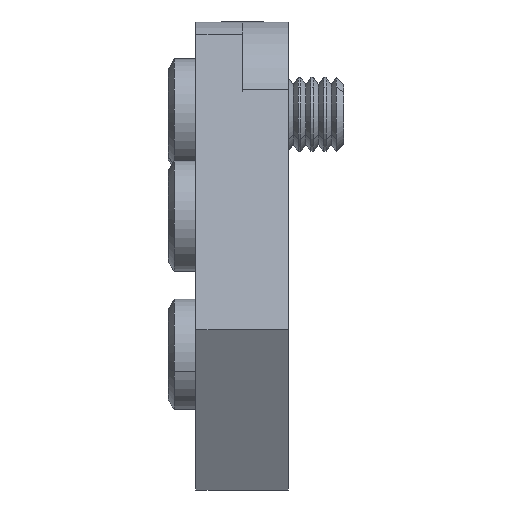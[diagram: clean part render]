
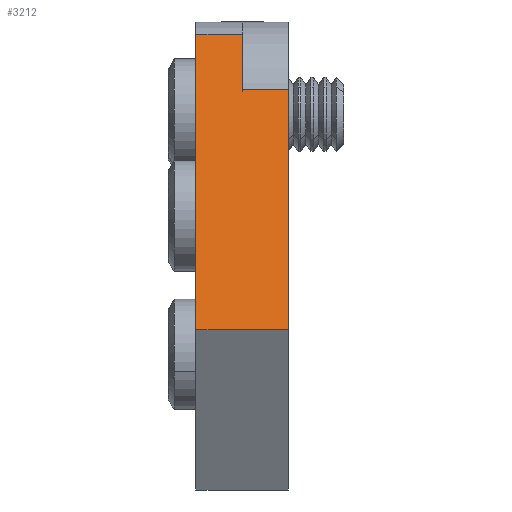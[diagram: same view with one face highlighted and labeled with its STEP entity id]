
A CAD part, left-side view. The second image highlights one B-rep face of the part: STEP entity #3212.
In plain terms, the highlighted face is planar.
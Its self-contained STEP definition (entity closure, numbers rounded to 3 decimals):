
#1632 = CARTESIAN_POINT ( 'NONE',  ( 32., 5., 5. ) ) ;
#1667 = DIRECTION ( 'NONE',  ( 0., -1., 0. ) ) ;
#1668 = VECTOR ( 'NONE', #1667, 1000. ) ;
#1669 = CARTESIAN_POINT ( 'NONE',  ( 0., 5., 5. ) ) ;
#1670 = LINE ( 'NONE', #1669, #1668 ) ;
#1675 = CARTESIAN_POINT ( 'NONE',  ( 32., 0., 5. ) ) ;
#1697 = CARTESIAN_POINT ( 'NONE',  ( 6., 2.5, 5. ) ) ;
#1704 = CARTESIAN_POINT ( 'NONE',  ( 0., 0., 5. ) ) ;
#1706 = CARTESIAN_POINT ( 'NONE',  ( 6., 5., 5. ) ) ;
#1708 = DIRECTION ( 'NONE',  ( 1., 0., 0. ) ) ;
#1709 = VECTOR ( 'NONE', #1708, 1000. ) ;
#1710 = CARTESIAN_POINT ( 'NONE',  ( 0., 5., 5. ) ) ;
#1711 = LINE ( 'NONE', #1710, #1709 ) ;
#1713 = LINE ( 'NONE', #1743, #1742 ) ;
#1714 = DIRECTION ( 'NONE',  ( 0., -1., 0. ) ) ;
#1715 = VECTOR ( 'NONE', #1714, 1000. ) ;
#1716 = CARTESIAN_POINT ( 'NONE',  ( 32., 5., 5. ) ) ;
#1717 = LINE ( 'NONE', #1716, #1715 ) ;
#1720 = DIRECTION ( 'NONE',  ( 1., 0., 0. ) ) ;
#1721 = VECTOR ( 'NONE', #1720, 1000. ) ;
#1723 = DIRECTION ( 'NONE',  ( -1., 0., 0. ) ) ;
#1724 = DIRECTION ( 'NONE',  ( 0., 0., -1. ) ) ;
#1725 = CARTESIAN_POINT ( 'NONE',  ( 0., 5., 5. ) ) ;
#1726 = CARTESIAN_POINT ( 'NONE',  ( 0., 2.5, 5. ) ) ;
#1727 = LINE ( 'NONE', #1726, #1721 ) ;
#1729 = PLANE ( 'NONE',  #1739 ) ;
#1730 = DIRECTION ( 'NONE',  ( 1., 0., 0. ) ) ;
#1731 = VECTOR ( 'NONE', #1730, 1000. ) ;
#1732 = CARTESIAN_POINT ( 'NONE',  ( 0., 0., 5. ) ) ;
#1734 = LINE ( 'NONE', #1732, #1731 ) ;
#1739 = AXIS2_PLACEMENT_3D ( 'NONE', #1725, #1724, #1723 ) ;
#1741 = DIRECTION ( 'NONE',  ( 0., 1., 0. ) ) ;
#1742 = VECTOR ( 'NONE', #1741, 1000. ) ;
#1743 = CARTESIAN_POINT ( 'NONE',  ( 6., 2.5, 5. ) ) ;
#1750 = FACE_OUTER_BOUND ( 'NONE', #3171, .T. ) ;
#1826 = CARTESIAN_POINT ( 'NONE',  ( 0., 2.5, 5. ) ) ;
#3154 = VERTEX_POINT ( 'NONE', #1632 ) ;
#3162 = EDGE_CURVE ( 'NONE', #3282, #3179, #1670, .T. ) ;
#3163 = VERTEX_POINT ( 'NONE', #1675 ) ;
#3165 = ORIENTED_EDGE ( 'NONE', *, *, #3176, .F. ) ;
#3171 = EDGE_LOOP ( 'NONE', ( #3165, #3210, #3213, #3199, #3198, #3234 ) ) ;
#3174 = EDGE_CURVE ( 'NONE', #3154, #3163, #1717, .T. ) ;
#3176 = EDGE_CURVE ( 'NONE', #3209, #3154, #1711, .T. ) ;
#3179 = VERTEX_POINT ( 'NONE', #1704 ) ;
#3187 = VERTEX_POINT ( 'NONE', #1697 ) ;
#3192 = EDGE_CURVE ( 'NONE', #3187, #3209, #1713, .T. ) ;
#3195 = EDGE_CURVE ( 'NONE', #3179, #3163, #1734, .T. ) ;
#3198 = ORIENTED_EDGE ( 'NONE', *, *, #3195, .T. ) ;
#3199 = ORIENTED_EDGE ( 'NONE', *, *, #3162, .T. ) ;
#3209 = VERTEX_POINT ( 'NONE', #1706 ) ;
#3210 = ORIENTED_EDGE ( 'NONE', *, *, #3192, .F. ) ;
#3212 = ADVANCED_FACE ( 'NONE', ( #1750 ), #1729, .F. ) ;
#3213 = ORIENTED_EDGE ( 'NONE', *, *, #3214, .F. ) ;
#3214 = EDGE_CURVE ( 'NONE', #3282, #3187, #1727, .T. ) ;
#3234 = ORIENTED_EDGE ( 'NONE', *, *, #3174, .F. ) ;
#3282 = VERTEX_POINT ( 'NONE', #1826 ) ;
